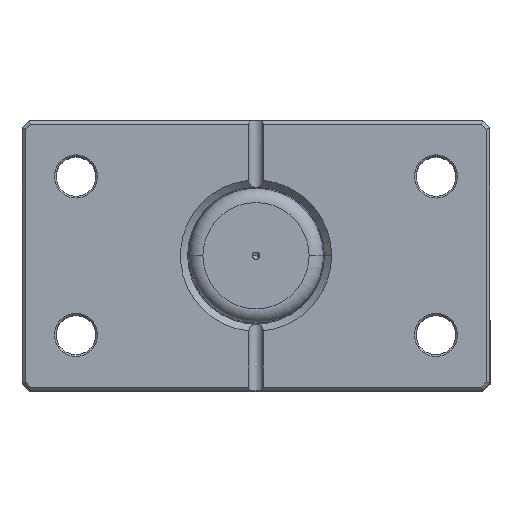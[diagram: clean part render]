
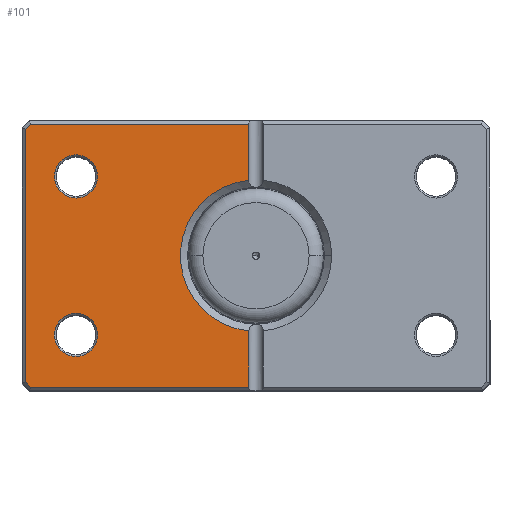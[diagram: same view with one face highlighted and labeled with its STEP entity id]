
A CAD part, top view. The second image highlights one B-rep face of the part: STEP entity #101.
In plain terms, the highlighted face is planar.
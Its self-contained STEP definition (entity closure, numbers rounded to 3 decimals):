
#59 = EDGE_CURVE ( 'NONE', #3889, #4996, #993, .T. ) ;
#66 = DIRECTION ( 'NONE',  ( 0., 1., 0. ) ) ;
#101 = ADVANCED_FACE ( 'NONE', ( #5576, #856, #544 ), #5939, .F. ) ;
#125 = DIRECTION ( 'NONE',  ( 0., 0., 1. ) ) ;
#187 = DIRECTION ( 'NONE',  ( 1., 0., 0. ) ) ;
#193 = EDGE_CURVE ( 'NONE', #2013, #4369, #3811, .T. ) ;
#233 = CARTESIAN_POINT ( 'NONE',  ( 49.543, -49.543, 0. ) ) ;
#313 = DIRECTION ( 'NONE',  ( -1., 0., 0. ) ) ;
#350 = CIRCLE ( 'NONE', #4557, 21. ) ;
#386 = DIRECTION ( 'NONE',  ( 0., 1., 0. ) ) ;
#389 = EDGE_CURVE ( 'NONE', #1544, #2013, #1590, .T. ) ;
#438 = ORIENTED_EDGE ( 'NONE', *, *, #5515, .T. ) ;
#516 = EDGE_CURVE ( 'NONE', #624, #1544, #989, .T. ) ;
#531 = ORIENTED_EDGE ( 'NONE', *, *, #4000, .T. ) ;
#544 = FACE_OUTER_BOUND ( 'NONE', #1172, .T. ) ;
#612 = DIRECTION ( 'NONE',  ( 0., 0., 1. ) ) ;
#624 = VERTEX_POINT ( 'NONE', #848 ) ;
#647 = ORIENTED_EDGE ( 'NONE', *, *, #193, .T. ) ;
#740 = LINE ( 'NONE', #3220, #4457 ) ;
#848 = CARTESIAN_POINT ( 'NONE',  ( 62.586, 36.5, 0. ) ) ;
#856 = FACE_BOUND ( 'NONE', #1198, .T. ) ;
#917 = CARTESIAN_POINT ( 'NONE',  ( 56., -22., 0. ) ) ;
#922 = CARTESIAN_POINT ( 'NONE',  ( 62.586, -36.5, 0. ) ) ;
#930 = DIRECTION ( 'NONE',  ( 0., 0., 1. ) ) ;
#972 = AXIS2_PLACEMENT_3D ( 'NONE', #3964, #2226, #1651 ) ;
#989 = LINE ( 'NONE', #6206, #2271 ) ;
#993 = CIRCLE ( 'NONE', #5390, 6. ) ;
#1038 = EDGE_CURVE ( 'NONE', #4369, #3795, #740, .T. ) ;
#1155 = ORIENTED_EDGE ( 'NONE', *, *, #2434, .T. ) ;
#1172 = EDGE_LOOP ( 'NONE', ( #4773, #3140, #3949, #1155, #3971, #4551, #647, #3046 ) ) ;
#1198 = EDGE_LOOP ( 'NONE', ( #531, #4320 ) ) ;
#1340 = VERTEX_POINT ( 'NONE', #5284 ) ;
#1349 = EDGE_CURVE ( 'NONE', #3795, #1351, #1915, .T. ) ;
#1351 = VERTEX_POINT ( 'NONE', #1908 ) ;
#1544 = VERTEX_POINT ( 'NONE', #2835 ) ;
#1590 = LINE ( 'NONE', #3048, #2730 ) ;
#1651 = DIRECTION ( 'NONE',  ( 1., 0., 0. ) ) ;
#1799 = EDGE_CURVE ( 'NONE', #3108, #3323, #2951, .T. ) ;
#1908 = CARTESIAN_POINT ( 'NONE',  ( 2., -20.905, 0. ) ) ;
#1915 = LINE ( 'NONE', #6157, #3373 ) ;
#2013 = VERTEX_POINT ( 'NONE', #4596 ) ;
#2226 = DIRECTION ( 'NONE',  ( 0., 0., 1. ) ) ;
#2271 = VECTOR ( 'NONE', #3791, 1000. ) ;
#2340 = CARTESIAN_POINT ( 'NONE',  ( 0., 0., 0. ) ) ;
#2434 = EDGE_CURVE ( 'NONE', #5693, #624, #3256, .T. ) ;
#2556 = AXIS2_PLACEMENT_3D ( 'NONE', #3013, #125, #3523 ) ;
#2631 = DIRECTION ( 'NONE',  ( -0.707, -0.707, 0. ) ) ;
#2730 = VECTOR ( 'NONE', #5471, 1000. ) ;
#2795 = CARTESIAN_POINT ( 'NONE',  ( 50., 22., 0. ) ) ;
#2835 = CARTESIAN_POINT ( 'NONE',  ( 64., 35.086, 0. ) ) ;
#2870 = EDGE_CURVE ( 'NONE', #1340, #5693, #3389, .T. ) ;
#2951 = CIRCLE ( 'NONE', #972, 6. ) ;
#3013 = CARTESIAN_POINT ( 'NONE',  ( 50., 22., 0. ) ) ;
#3046 = ORIENTED_EDGE ( 'NONE', *, *, #1038, .T. ) ;
#3048 = CARTESIAN_POINT ( 'NONE',  ( 64., 0., 0. ) ) ;
#3077 = DIRECTION ( 'NONE',  ( 0., 0., 1. ) ) ;
#3108 = VERTEX_POINT ( 'NONE', #4915 ) ;
#3140 = ORIENTED_EDGE ( 'NONE', *, *, #3342, .T. ) ;
#3151 = CARTESIAN_POINT ( 'NONE',  ( 44., 22., 0. ) ) ;
#3220 = CARTESIAN_POINT ( 'NONE',  ( 0., -36.5, 0. ) ) ;
#3256 = LINE ( 'NONE', #5751, #4701 ) ;
#3276 = AXIS2_PLACEMENT_3D ( 'NONE', #5468, #612, #4009 ) ;
#3300 = DIRECTION ( 'NONE',  ( 1., 0., 0. ) ) ;
#3323 = VERTEX_POINT ( 'NONE', #917 ) ;
#3342 = EDGE_CURVE ( 'NONE', #1351, #1340, #350, .T. ) ;
#3373 = VECTOR ( 'NONE', #386, 1000. ) ;
#3389 = LINE ( 'NONE', #3946, #6197 ) ;
#3523 = DIRECTION ( 'NONE',  ( 1., 0., 0. ) ) ;
#3663 = VECTOR ( 'NONE', #2631, 1000. ) ;
#3762 = CARTESIAN_POINT ( 'NONE',  ( 2., -36.5, 0. ) ) ;
#3791 = DIRECTION ( 'NONE',  ( 0.707, -0.707, 0. ) ) ;
#3795 = VERTEX_POINT ( 'NONE', #3762 ) ;
#3811 = LINE ( 'NONE', #233, #3663 ) ;
#3889 = VERTEX_POINT ( 'NONE', #5299 ) ;
#3912 = ORIENTED_EDGE ( 'NONE', *, *, #1799, .T. ) ;
#3946 = CARTESIAN_POINT ( 'NONE',  ( 2., 37.5, 0. ) ) ;
#3949 = ORIENTED_EDGE ( 'NONE', *, *, #2870, .T. ) ;
#3964 = CARTESIAN_POINT ( 'NONE',  ( 50., -22., 0. ) ) ;
#3971 = ORIENTED_EDGE ( 'NONE', *, *, #516, .T. ) ;
#4000 = EDGE_CURVE ( 'NONE', #4996, #3889, #5464, .T. ) ;
#4009 = DIRECTION ( 'NONE',  ( 1., 0., 0. ) ) ;
#4142 = CIRCLE ( 'NONE', #5224, 6. ) ;
#4320 = ORIENTED_EDGE ( 'NONE', *, *, #59, .T. ) ;
#4369 = VERTEX_POINT ( 'NONE', #922 ) ;
#4432 = DIRECTION ( 'NONE',  ( 1., 0., 0. ) ) ;
#4457 = VECTOR ( 'NONE', #313, 1000. ) ;
#4551 = ORIENTED_EDGE ( 'NONE', *, *, #389, .T. ) ;
#4557 = AXIS2_PLACEMENT_3D ( 'NONE', #2340, #930, #5750 ) ;
#4596 = CARTESIAN_POINT ( 'NONE',  ( 64., -35.086, 0. ) ) ;
#4701 = VECTOR ( 'NONE', #4432, 1000. ) ;
#4773 = ORIENTED_EDGE ( 'NONE', *, *, #1349, .T. ) ;
#4915 = CARTESIAN_POINT ( 'NONE',  ( 44., -22., 0. ) ) ;
#4996 = VERTEX_POINT ( 'NONE', #3151 ) ;
#5224 = AXIS2_PLACEMENT_3D ( 'NONE', #5991, #3077, #187 ) ;
#5284 = CARTESIAN_POINT ( 'NONE',  ( 2., 20.905, 0. ) ) ;
#5299 = CARTESIAN_POINT ( 'NONE',  ( 56., 22., 0. ) ) ;
#5312 = EDGE_LOOP ( 'NONE', ( #3912, #438 ) ) ;
#5390 = AXIS2_PLACEMENT_3D ( 'NONE', #2795, #6205, #3300 ) ;
#5464 = CIRCLE ( 'NONE', #2556, 6. ) ;
#5468 = CARTESIAN_POINT ( 'NONE',  ( 0., 0., 0. ) ) ;
#5471 = DIRECTION ( 'NONE',  ( 0., -1., 0. ) ) ;
#5515 = EDGE_CURVE ( 'NONE', #3323, #3108, #4142, .T. ) ;
#5576 = FACE_BOUND ( 'NONE', #5312, .T. ) ;
#5646 = CARTESIAN_POINT ( 'NONE',  ( 2., 36.5, 0. ) ) ;
#5693 = VERTEX_POINT ( 'NONE', #5646 ) ;
#5750 = DIRECTION ( 'NONE',  ( 1., 0., 0. ) ) ;
#5751 = CARTESIAN_POINT ( 'NONE',  ( 0., 36.5, 0. ) ) ;
#5939 = PLANE ( 'NONE',  #3276 ) ;
#5991 = CARTESIAN_POINT ( 'NONE',  ( 50., -22., 0. ) ) ;
#6157 = CARTESIAN_POINT ( 'NONE',  ( 2., 37.5, 0. ) ) ;
#6197 = VECTOR ( 'NONE', #66, 1000. ) ;
#6205 = DIRECTION ( 'NONE',  ( 0., 0., 1. ) ) ;
#6206 = CARTESIAN_POINT ( 'NONE',  ( 49.543, 49.543, 0. ) ) ;
